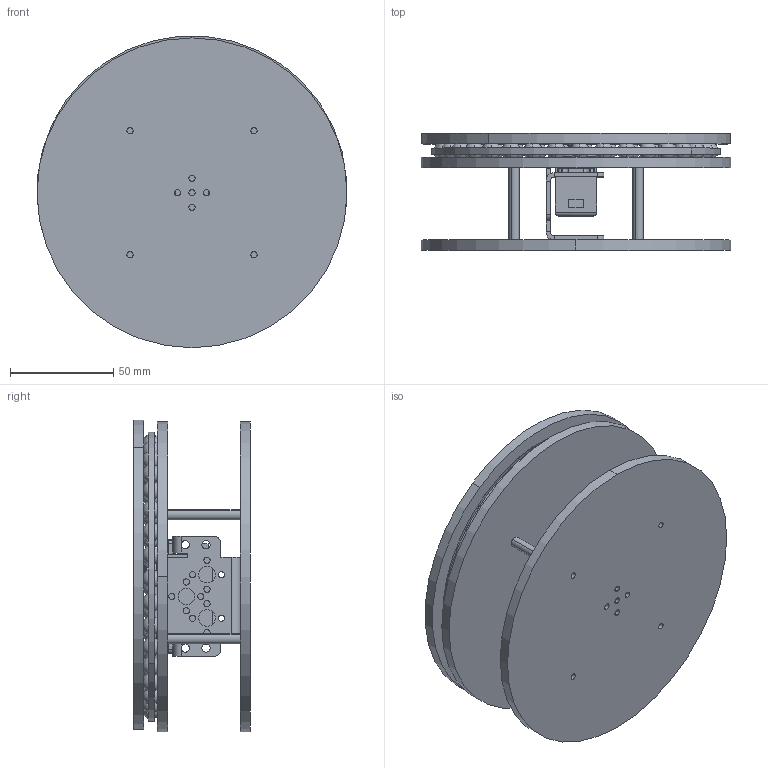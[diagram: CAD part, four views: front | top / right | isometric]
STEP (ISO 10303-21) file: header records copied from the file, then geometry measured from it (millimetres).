
FILE_DESCRIPTION (( 'STEP AP203' ), '1' );
FILE_NAME ('Base_modelo_6R.ipt_Predeterminado_sldprt.STEP', '2020-07-01T22:02:56', ( '' ), ( '' ), 'SwSTEP 2.0', 'SolidWorks 2020', '' );
FILE_SCHEMA (( 'CONFIG_CONTROL_DESIGN' ));
Length unit declared in the file: millimetre
Products named in the file (1): Base_modelo_6R.ipt_Predeterminado_sldprt
Bounding box: 150 x 56.5 x 150.77 mm (x, y, z)
Volume: 303879.8 mm3; surface area: 145917 mm2
Topology: 14 solids, 14 shells, 493 faces, 1516 edges, 1004 vertices
Faces by surface type: cylinder 272, plane 137, sphere 70, torus 12, cone 2
Entity records: 17284 total; most frequent: CARTESIAN_POINT 3778, DIRECTION 2993, ORIENTED_EDGE 2682, EDGE_CURVE 1341, AXIS2_PLACEMENT_3D 1200, VERTEX_POINT 899, CIRCLE 706, EDGE_LOOP 686
